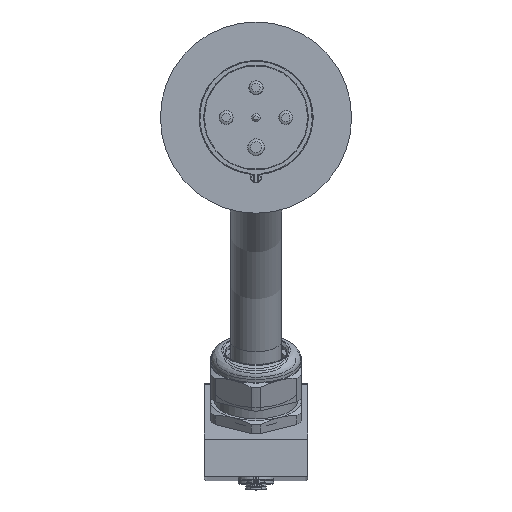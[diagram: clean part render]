
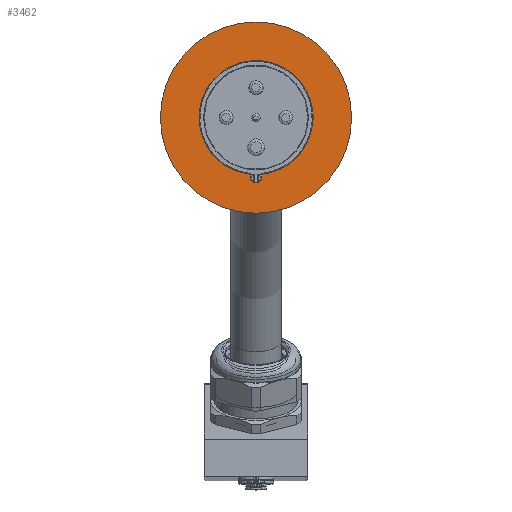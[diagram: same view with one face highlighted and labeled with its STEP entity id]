
A CAD part, top view. The second image highlights one B-rep face of the part: STEP entity #3462.
In plain terms, the highlighted planar face has unit normal (0, 0, 1).
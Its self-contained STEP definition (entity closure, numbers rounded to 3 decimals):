
#72 = EDGE_LOOP ( 'NONE', ( #6352 ) ) ;
#343 = DIRECTION ( 'NONE',  ( 0., 0., -1. ) ) ;
#546 = ORIENTED_EDGE ( 'NONE', *, *, #5683, .T. ) ;
#1069 = DIRECTION ( 'NONE',  ( 0., 0., 1. ) ) ;
#1227 = EDGE_CURVE ( 'NONE', #13915, #13915, #12071, .T. ) ;
#1357 = EDGE_LOOP ( 'NONE', ( #546 ) ) ;
#1721 = CARTESIAN_POINT ( 'NONE',  ( 68.152, 253.458, 1118.967 ) ) ;
#1798 = FACE_OUTER_BOUND ( 'NONE', #72, .T. ) ;
#2215 = AXIS2_PLACEMENT_3D ( 'NONE', #14503, #1069, #13190 ) ;
#2266 = AXIS2_PLACEMENT_3D ( 'NONE', #4526, #343, #4599 ) ;
#3462 = ADVANCED_FACE ( 'NONE', ( #1798, #7450 ), #10841, .T. ) ;
#3777 = DIRECTION ( 'NONE',  ( 1., 0., 0. ) ) ;
#4058 = CARTESIAN_POINT ( 'NONE',  ( 40.35, 253.457, 1118.967 ) ) ;
#4526 = CARTESIAN_POINT ( 'NONE',  ( 0., 253.457, 1118.967 ) ) ;
#4599 = DIRECTION ( 'NONE',  ( 1., 0., 0. ) ) ;
#5683 = EDGE_CURVE ( 'NONE', #11574, #11574, #8124, .T. ) ;
#6352 = ORIENTED_EDGE ( 'NONE', *, *, #1227, .T. ) ;
#7450 = FACE_BOUND ( 'NONE', #1357, .T. ) ;
#8124 = CIRCLE ( 'NONE', #2266, 40.35 ) ;
#9370 = DIRECTION ( 'NONE',  ( 0., 0., 1. ) ) ;
#10841 = PLANE ( 'NONE',  #12772 ) ;
#11574 = VERTEX_POINT ( 'NONE', #4058 ) ;
#11946 = CARTESIAN_POINT ( 'NONE',  ( 37.512, 199.884, 1118.967 ) ) ;
#12071 = CIRCLE ( 'NONE', #2215, 68.154 ) ;
#12772 = AXIS2_PLACEMENT_3D ( 'NONE', #11946, #9370, #3777 ) ;
#13190 = DIRECTION ( 'NONE',  ( 1., 0., 0. ) ) ;
#13915 = VERTEX_POINT ( 'NONE', #1721 ) ;
#14503 = CARTESIAN_POINT ( 'NONE',  ( -0.002, 253.458, 1118.967 ) ) ;
